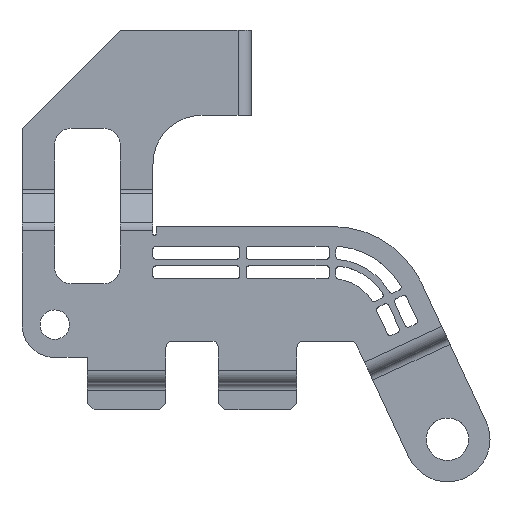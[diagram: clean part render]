
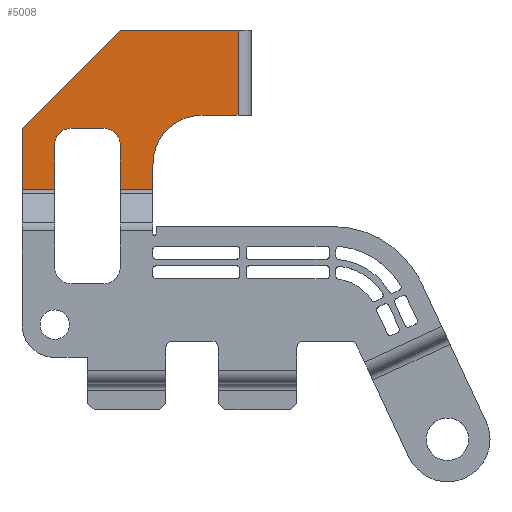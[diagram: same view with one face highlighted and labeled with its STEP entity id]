
A CAD part, top view. The second image highlights one B-rep face of the part: STEP entity #5008.
In plain terms, the highlighted planar face has unit normal (0, 0, 1).
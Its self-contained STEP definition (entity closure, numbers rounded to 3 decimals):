
#8 = VERTEX_POINT ( 'NONE', #221 ) ;
#91 = LINE ( 'NONE', #595, #5533 ) ;
#173 = AXIS2_PLACEMENT_3D ( 'NONE', #1114, #4136, #206 ) ;
#206 = DIRECTION ( 'NONE',  ( 1., 0., 0. ) ) ;
#221 = CARTESIAN_POINT ( 'NONE',  ( 15., 25.668, -4. ) ) ;
#270 = VERTEX_POINT ( 'NONE', #4834 ) ;
#325 = VERTEX_POINT ( 'NONE', #3892 ) ;
#475 = DIRECTION ( 'NONE',  ( 0., -1., 0. ) ) ;
#538 = VERTEX_POINT ( 'NONE', #1282 ) ;
#595 = CARTESIAN_POINT ( 'NONE',  ( 5., 32.5, -4. ) ) ;
#622 = DIRECTION ( 'NONE',  ( -1., 0., 0. ) ) ;
#638 = CARTESIAN_POINT ( 'NONE',  ( 33., 37., -4. ) ) ;
#888 = EDGE_LOOP ( 'NONE', ( #2213, #2345, #3719, #2352, #1826, #3792, #2668, #3826, #3007, #1229, #4068, #5326, #5668, #5414 ) ) ;
#901 = DIRECTION ( 'NONE',  ( 0., 0., 1. ) ) ;
#1058 = VECTOR ( 'NONE', #4554, 1000. ) ;
#1114 = CARTESIAN_POINT ( 'NONE',  ( 27.5, 29.5, -4. ) ) ;
#1132 = DIRECTION ( 'NONE',  ( 0., -1., 0. ) ) ;
#1229 = ORIENTED_EDGE ( 'NONE', *, *, #5270, .T. ) ;
#1241 = DIRECTION ( 'NONE',  ( 1., 0., 0. ) ) ;
#1244 = VERTEX_POINT ( 'NONE', #4941 ) ;
#1274 = CARTESIAN_POINT ( 'NONE',  ( 20., 25.668, -4. ) ) ;
#1282 = CARTESIAN_POINT ( 'NONE',  ( 12.5, 35., -4. ) ) ;
#1307 = CARTESIAN_POINT ( 'NONE',  ( 7.5, 32.5, -4. ) ) ;
#1560 = VECTOR ( 'NONE', #4090, 1000. ) ;
#1665 = CIRCLE ( 'NONE', #2076, 2.5 ) ;
#1698 = LINE ( 'NONE', #5568, #2459 ) ;
#1727 = VERTEX_POINT ( 'NONE', #4205 ) ;
#1826 = ORIENTED_EDGE ( 'NONE', *, *, #6117, .F. ) ;
#1841 = EDGE_CURVE ( 'NONE', #1244, #2405, #4226, .T. ) ;
#1878 = VECTOR ( 'NONE', #1132, 1000. ) ;
#1918 = DIRECTION ( 'NONE',  ( -1., 0., 0. ) ) ;
#2024 = EDGE_CURVE ( 'NONE', #3167, #8, #3690, .T. ) ;
#2045 = CARTESIAN_POINT ( 'NONE',  ( 15., 32.5, -4. ) ) ;
#2065 = LINE ( 'NONE', #5945, #2678 ) ;
#2076 = AXIS2_PLACEMENT_3D ( 'NONE', #1307, #4640, #3785 ) ;
#2101 = DIRECTION ( 'NONE',  ( -1., 0., 0. ) ) ;
#2213 = ORIENTED_EDGE ( 'NONE', *, *, #3078, .F. ) ;
#2345 = ORIENTED_EDGE ( 'NONE', *, *, #3713, .F. ) ;
#2352 = ORIENTED_EDGE ( 'NONE', *, *, #5138, .F. ) ;
#2378 = AXIS2_PLACEMENT_3D ( 'NONE', #5856, #6243, #1918 ) ;
#2382 = VECTOR ( 'NONE', #2409, 1000. ) ;
#2386 = VERTEX_POINT ( 'NONE', #2642 ) ;
#2405 = VERTEX_POINT ( 'NONE', #2612 ) ;
#2409 = DIRECTION ( 'NONE',  ( -0.707, -0.707, 0. ) ) ;
#2425 = CARTESIAN_POINT ( 'NONE',  ( 7.5, 35., -4. ) ) ;
#2459 = VECTOR ( 'NONE', #1241, 1000. ) ;
#2612 = CARTESIAN_POINT ( 'NONE',  ( 27.5, 37., -4. ) ) ;
#2636 = LINE ( 'NONE', #3555, #1560 ) ;
#2642 = CARTESIAN_POINT ( 'NONE',  ( 5., 32.5, -4. ) ) ;
#2668 = ORIENTED_EDGE ( 'NONE', *, *, #4035, .T. ) ;
#2678 = VECTOR ( 'NONE', #2101, 1000. ) ;
#2837 = CARTESIAN_POINT ( 'NONE',  ( 33., 50., -4. ) ) ;
#2872 = CARTESIAN_POINT ( 'NONE',  ( 0., 35., -4. ) ) ;
#2944 = VERTEX_POINT ( 'NONE', #4654 ) ;
#3007 = ORIENTED_EDGE ( 'NONE', *, *, #6250, .T. ) ;
#3030 = VERTEX_POINT ( 'NONE', #4714 ) ;
#3040 = DIRECTION ( 'NONE',  ( -1., 0., 0. ) ) ;
#3050 = LINE ( 'NONE', #638, #5285 ) ;
#3078 = EDGE_CURVE ( 'NONE', #2386, #1727, #91, .T. ) ;
#3167 = VERTEX_POINT ( 'NONE', #5426 ) ;
#3178 = AXIS2_PLACEMENT_3D ( 'NONE', #3313, #901, #4198 ) ;
#3313 = CARTESIAN_POINT ( 'NONE',  ( 27.5, 29.5, -4. ) ) ;
#3389 = VECTOR ( 'NONE', #3040, 1000. ) ;
#3555 = CARTESIAN_POINT ( 'NONE',  ( 20., 29.5, -4. ) ) ;
#3583 = LINE ( 'NONE', #5085, #1878 ) ;
#3690 = LINE ( 'NONE', #1274, #5928 ) ;
#3713 = EDGE_CURVE ( 'NONE', #3030, #2386, #1665, .T. ) ;
#3719 = ORIENTED_EDGE ( 'NONE', *, *, #3870, .F. ) ;
#3785 = DIRECTION ( 'NONE',  ( 1., 0., 0. ) ) ;
#3787 = PLANE ( 'NONE',  #3178 ) ;
#3792 = ORIENTED_EDGE ( 'NONE', *, *, #2024, .F. ) ;
#3826 = ORIENTED_EDGE ( 'NONE', *, *, #1841, .T. ) ;
#3827 = EDGE_CURVE ( 'NONE', #1727, #2944, #2065, .T. ) ;
#3870 = EDGE_CURVE ( 'NONE', #538, #3030, #5400, .T. ) ;
#3892 = CARTESIAN_POINT ( 'NONE',  ( 15., 50., -4. ) ) ;
#3985 = EDGE_CURVE ( 'NONE', #4954, #2944, #3583, .T. ) ;
#4016 = EDGE_CURVE ( 'NONE', #4916, #325, #5582, .T. ) ;
#4035 = EDGE_CURVE ( 'NONE', #3167, #1244, #2636, .T. ) ;
#4068 = ORIENTED_EDGE ( 'NONE', *, *, #4016, .T. ) ;
#4090 = DIRECTION ( 'NONE',  ( 0., 1., 0. ) ) ;
#4136 = DIRECTION ( 'NONE',  ( 0., 0., -1. ) ) ;
#4184 = DIRECTION ( 'NONE',  ( -1., 0., 0. ) ) ;
#4198 = DIRECTION ( 'NONE',  ( 1., 0., 0. ) ) ;
#4205 = CARTESIAN_POINT ( 'NONE',  ( 5., 25.668, -4. ) ) ;
#4226 = CIRCLE ( 'NONE', #173, 7.5 ) ;
#4521 = LINE ( 'NONE', #5479, #1058 ) ;
#4554 = DIRECTION ( 'NONE',  ( 0., 1., 0. ) ) ;
#4640 = DIRECTION ( 'NONE',  ( 0., 0., 1. ) ) ;
#4654 = CARTESIAN_POINT ( 'NONE',  ( 0., 25.668, -4. ) ) ;
#4714 = CARTESIAN_POINT ( 'NONE',  ( 7.5, 35., -4. ) ) ;
#4834 = CARTESIAN_POINT ( 'NONE',  ( 33., 37., -4. ) ) ;
#4916 = VERTEX_POINT ( 'NONE', #2837 ) ;
#4941 = CARTESIAN_POINT ( 'NONE',  ( 20., 29.5, -4. ) ) ;
#4954 = VERTEX_POINT ( 'NONE', #5163 ) ;
#4968 = DIRECTION ( 'NONE',  ( 0., 1., 0. ) ) ;
#5008 = ADVANCED_FACE ( 'NONE', ( #5227 ), #3787, .T. ) ;
#5028 = CARTESIAN_POINT ( 'NONE',  ( 15., 50., -4. ) ) ;
#5085 = CARTESIAN_POINT ( 'NONE',  ( 0., 25., -4. ) ) ;
#5138 = EDGE_CURVE ( 'NONE', #5301, #538, #5188, .T. ) ;
#5163 = CARTESIAN_POINT ( 'NONE',  ( 0., 35., -4. ) ) ;
#5188 = CIRCLE ( 'NONE', #2378, 2.5 ) ;
#5227 = FACE_OUTER_BOUND ( 'NONE', #888, .T. ) ;
#5264 = LINE ( 'NONE', #2872, #2382 ) ;
#5270 = EDGE_CURVE ( 'NONE', #270, #4916, #3050, .T. ) ;
#5285 = VECTOR ( 'NONE', #4968, 1000. ) ;
#5294 = VECTOR ( 'NONE', #4184, 1000. ) ;
#5301 = VERTEX_POINT ( 'NONE', #2045 ) ;
#5326 = ORIENTED_EDGE ( 'NONE', *, *, #5623, .T. ) ;
#5400 = LINE ( 'NONE', #2425, #3389 ) ;
#5414 = ORIENTED_EDGE ( 'NONE', *, *, #3827, .F. ) ;
#5426 = CARTESIAN_POINT ( 'NONE',  ( 20., 25.668, -4. ) ) ;
#5479 = CARTESIAN_POINT ( 'NONE',  ( 15., 32.5, -4. ) ) ;
#5533 = VECTOR ( 'NONE', #475, 1000. ) ;
#5568 = CARTESIAN_POINT ( 'NONE',  ( 35., 37., -4. ) ) ;
#5582 = LINE ( 'NONE', #5028, #5294 ) ;
#5623 = EDGE_CURVE ( 'NONE', #325, #4954, #5264, .T. ) ;
#5668 = ORIENTED_EDGE ( 'NONE', *, *, #3985, .T. ) ;
#5856 = CARTESIAN_POINT ( 'NONE',  ( 12.5, 32.5, -4. ) ) ;
#5928 = VECTOR ( 'NONE', #622, 1000. ) ;
#5945 = CARTESIAN_POINT ( 'NONE',  ( 20., 25.668, -4. ) ) ;
#6117 = EDGE_CURVE ( 'NONE', #8, #5301, #4521, .T. ) ;
#6243 = DIRECTION ( 'NONE',  ( 0., 0., 1. ) ) ;
#6250 = EDGE_CURVE ( 'NONE', #2405, #270, #1698, .T. ) ;
